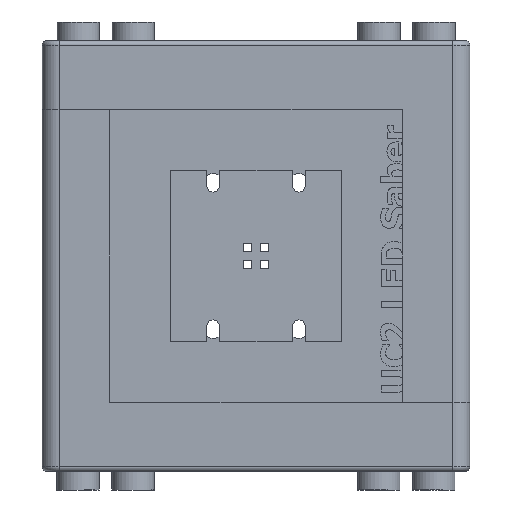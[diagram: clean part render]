
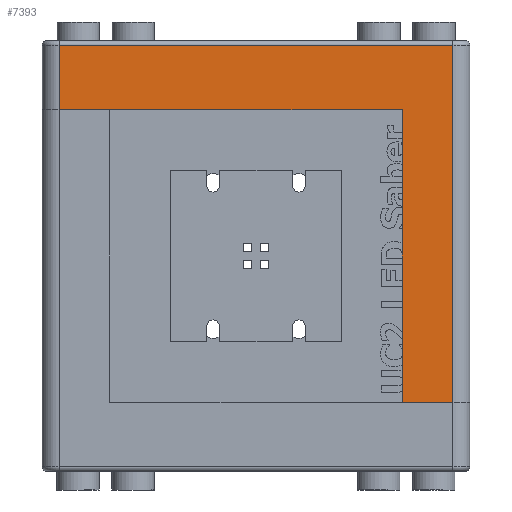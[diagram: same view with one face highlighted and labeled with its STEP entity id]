
A CAD part, front view. The second image highlights one B-rep face of the part: STEP entity #7393.
In plain terms, the highlighted face is planar.
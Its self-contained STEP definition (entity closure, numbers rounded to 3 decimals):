
#705=FACE_OUTER_BOUND('',#1157,.T.);
#1157=EDGE_LOOP('',(#5363,#5364,#5365,#5366,#5367,#5368));
#1678=LINE('',#10603,#2451);
#1680=LINE('',#10612,#2453);
#1682=LINE('',#10618,#2455);
#1689=LINE('',#10637,#2462);
#1690=LINE('',#10639,#2463);
#1691=LINE('',#10640,#2464);
#2451=VECTOR('',#8892,10.);
#2453=VECTOR('',#8904,10.);
#2455=VECTOR('',#8910,10.);
#2462=VECTOR('',#8931,10.);
#2463=VECTOR('',#8932,10.);
#2464=VECTOR('',#8933,10.);
#3245=VERTEX_POINT('',#10594);
#3247=VERTEX_POINT('',#10601);
#3248=VERTEX_POINT('',#10606);
#3250=VERTEX_POINT('',#10614);
#3256=VERTEX_POINT('',#10636);
#3257=VERTEX_POINT('',#10638);
#4044=EDGE_CURVE('',#3247,#3245,#1678,.T.);
#4049=EDGE_CURVE('',#3245,#3248,#1680,.T.);
#4052=EDGE_CURVE('',#3248,#3250,#1682,.T.);
#4061=EDGE_CURVE('',#3256,#3247,#1689,.T.);
#4062=EDGE_CURVE('',#3256,#3257,#1690,.T.);
#4063=EDGE_CURVE('',#3250,#3257,#1691,.T.);
#5363=ORIENTED_EDGE('',*,*,#4052,.F.);
#5364=ORIENTED_EDGE('',*,*,#4049,.F.);
#5365=ORIENTED_EDGE('',*,*,#4044,.F.);
#5366=ORIENTED_EDGE('',*,*,#4061,.F.);
#5367=ORIENTED_EDGE('',*,*,#4062,.T.);
#5368=ORIENTED_EDGE('',*,*,#4063,.F.);
#7071=PLANE('',#8019);
#7393=ADVANCED_FACE('',(#705),#7071,.T.);
#8019=AXIS2_PLACEMENT_3D('',#10635,#8929,#8930);
#8892=DIRECTION('',(0.,0.,-1.));
#8904=DIRECTION('',(0.,-1.,0.));
#8910=DIRECTION('',(0.,0.,1.));
#8929=DIRECTION('center_axis',(1.,0.,0.));
#8930=DIRECTION('ref_axis',(0.,1.,0.));
#8931=DIRECTION('',(0.,1.,0.));
#8932=DIRECTION('',(0.,0.,1.));
#8933=DIRECTION('',(0.,1.,0.));
#10594=CARTESIAN_POINT('',(24.9,22.9,0.5));
#10601=CARTESIAN_POINT('',(24.9,22.9,8.));
#10603=CARTESIAN_POINT('',(24.9,22.9,0.));
#10606=CARTESIAN_POINT('',(24.9,-22.9,0.5));
#10612=CARTESIAN_POINT('',(24.9,-12.45,0.5));
#10614=CARTESIAN_POINT('',(24.9,-22.9,42.1));
#10618=CARTESIAN_POINT('',(24.9,-22.9,0.));
#10635=CARTESIAN_POINT('Origin',(24.9,-24.9,0.));
#10636=CARTESIAN_POINT('',(24.9,-17.02,8.));
#10637=CARTESIAN_POINT('',(24.9,24.9,8.));
#10638=CARTESIAN_POINT('',(24.9,-17.02,42.1));
#10639=CARTESIAN_POINT('',(24.9,-17.02,8.));
#10640=CARTESIAN_POINT('',(24.9,-24.9,42.1));
